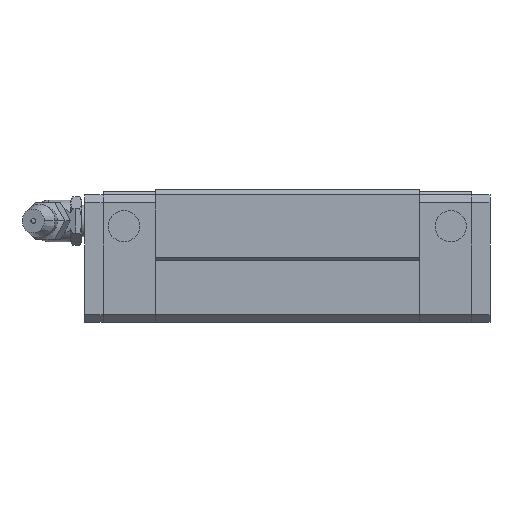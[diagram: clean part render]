
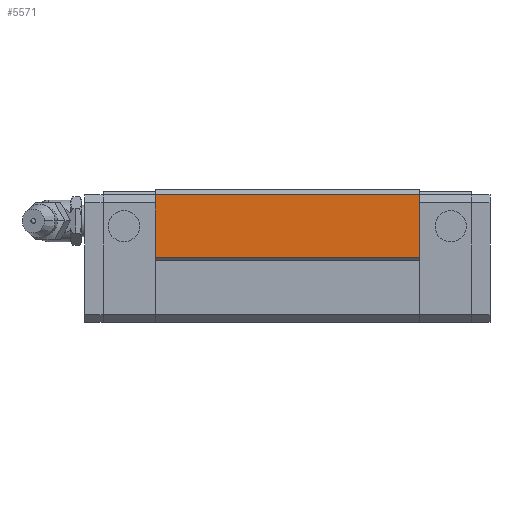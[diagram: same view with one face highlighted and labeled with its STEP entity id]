
A CAD part, front view. The second image highlights one B-rep face of the part: STEP entity #5571.
In plain terms, the highlighted planar face has unit normal (0, -1, 0).
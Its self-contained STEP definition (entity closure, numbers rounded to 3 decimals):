
#185 = CARTESIAN_POINT ( 'NONE',  ( 13.5, -22., 12.4 ) ) ;
#187 = VERTEX_POINT ( 'NONE', #6638 ) ;
#188 = EDGE_LOOP ( 'NONE', ( #3453, #4010, #5114, #1617 ) ) ;
#441 = DIRECTION ( 'NONE',  ( 0., 0., 1. ) ) ;
#1073 = CARTESIAN_POINT ( 'NONE',  ( 13.5, -22., 24.4 ) ) ;
#1248 = EDGE_CURVE ( 'NONE', #6121, #5611, #6119, .T. ) ;
#1501 = PLANE ( 'NONE',  #7690 ) ;
#1556 = DIRECTION ( 'NONE',  ( 0., -1., 0. ) ) ;
#1598 = LINE ( 'NONE', #6943, #1703 ) ;
#1617 = ORIENTED_EDGE ( 'NONE', *, *, #2270, .T. ) ;
#1703 = VECTOR ( 'NONE', #2747, 1000. ) ;
#2036 = EDGE_CURVE ( 'NONE', #5611, #187, #1598, .T. ) ;
#2197 = LINE ( 'NONE', #5930, #3511 ) ;
#2270 = EDGE_CURVE ( 'NONE', #187, #6465, #5553, .T. ) ;
#2418 = DIRECTION ( 'NONE',  ( -1., 0., 0. ) ) ;
#2747 = DIRECTION ( 'NONE',  ( 0., 0., 1. ) ) ;
#3409 = EDGE_CURVE ( 'NONE', #6121, #6465, #2197, .T. ) ;
#3453 = ORIENTED_EDGE ( 'NONE', *, *, #3409, .F. ) ;
#3511 = VECTOR ( 'NONE', #441, 1000. ) ;
#4010 = ORIENTED_EDGE ( 'NONE', *, *, #1248, .T. ) ;
#4244 = DIRECTION ( 'NONE',  ( 1., 0., 0. ) ) ;
#5114 = ORIENTED_EDGE ( 'NONE', *, *, #2036, .T. ) ;
#5553 = LINE ( 'NONE', #1073, #6211 ) ;
#5571 = ADVANCED_FACE ( 'FACE214', ( #7249 ), #1501, .T. ) ;
#5611 = VERTEX_POINT ( 'NONE', #7256 ) ;
#5673 = CARTESIAN_POINT ( 'NONE',  ( 13.5, -22., 24.4 ) ) ;
#5930 = CARTESIAN_POINT ( 'NONE',  ( 13.5, -22., 12.864 ) ) ;
#6119 = LINE ( 'NONE', #8418, #8328 ) ;
#6121 = VERTEX_POINT ( 'NONE', #8971 ) ;
#6211 = VECTOR ( 'NONE', #2418, 1000. ) ;
#6465 = VERTEX_POINT ( 'NONE', #5673 ) ;
#6473 = DIRECTION ( 'NONE',  ( 0., 0., -1. ) ) ;
#6638 = CARTESIAN_POINT ( 'NONE',  ( 64., -22., 24.4 ) ) ;
#6943 = CARTESIAN_POINT ( 'NONE',  ( 64., -22., 12.4 ) ) ;
#7249 = FACE_OUTER_BOUND ( 'NONE', #188, .T. ) ;
#7256 = CARTESIAN_POINT ( 'NONE',  ( 64., -22., 12.4 ) ) ;
#7690 = AXIS2_PLACEMENT_3D ( 'NONE', #185, #1556, #6473 ) ;
#8328 = VECTOR ( 'NONE', #4244, 1000. ) ;
#8418 = CARTESIAN_POINT ( 'NONE',  ( 13.5, -22., 12.4 ) ) ;
#8971 = CARTESIAN_POINT ( 'NONE',  ( 13.5, -22., 12.4 ) ) ;
